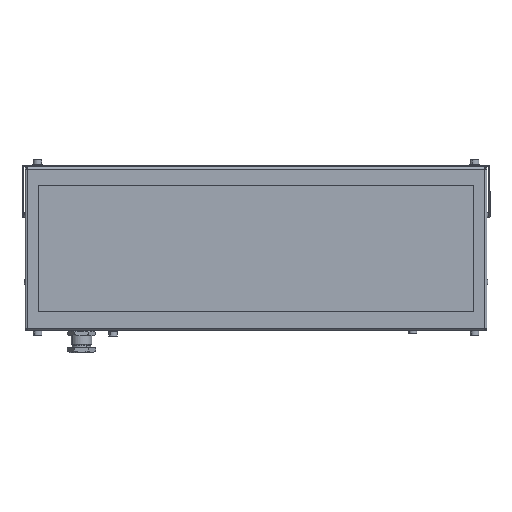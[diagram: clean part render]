
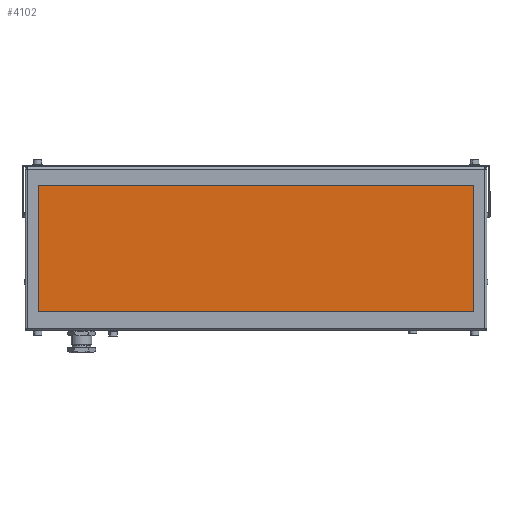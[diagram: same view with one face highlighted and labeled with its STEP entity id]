
A CAD part, top view. The second image highlights one B-rep face of the part: STEP entity #4102.
In plain terms, the highlighted planar face has unit normal (0, 0, 1).
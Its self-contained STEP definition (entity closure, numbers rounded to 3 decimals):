
#45 = CARTESIAN_POINT ( 'NONE',  ( -292.117, -30.245, 62.5 ) ) ;
#1281 = CARTESIAN_POINT ( 'NONE',  ( 142.883, 114.755, 62.5 ) ) ;
#4102 = ADVANCED_FACE ( 'NONE', ( #21457 ), #23663, .T. ) ;
#4236 = CARTESIAN_POINT ( 'NONE',  ( 142.883, -30.245, 62.5 ) ) ;
#4375 = DIRECTION ( 'NONE',  ( 1., 0., 0. ) ) ;
#5591 = AXIS2_PLACEMENT_3D ( 'NONE', #10734, #10284, #6036 ) ;
#5801 = VECTOR ( 'NONE', #11711, 1000. ) ;
#5912 = ORIENTED_EDGE ( 'NONE', *, *, #9451, .T. ) ;
#6036 = DIRECTION ( 'NONE',  ( 1., 0., 0. ) ) ;
#6646 = VERTEX_POINT ( 'NONE', #11126 ) ;
#6880 = ORIENTED_EDGE ( 'NONE', *, *, #28649, .T. ) ;
#7207 = VERTEX_POINT ( 'NONE', #17079 ) ;
#9451 = EDGE_CURVE ( 'NONE', #6646, #17226, #17863, .T. ) ;
#9799 = CARTESIAN_POINT ( 'NONE',  ( 142.883, -30.245, 62.5 ) ) ;
#10284 = DIRECTION ( 'NONE',  ( 0., 0., 1. ) ) ;
#10734 = CARTESIAN_POINT ( 'NONE',  ( -292.117, 114.755, 62.5 ) ) ;
#11126 = CARTESIAN_POINT ( 'NONE',  ( -292.117, -30.245, 62.5 ) ) ;
#11711 = DIRECTION ( 'NONE',  ( -1., 0., 0. ) ) ;
#12146 = DIRECTION ( 'NONE',  ( 0., 1., 0. ) ) ;
#13309 = EDGE_CURVE ( 'NONE', #21273, #7207, #18171, .T. ) ;
#13365 = CARTESIAN_POINT ( 'NONE',  ( 142.883, -30.245, 62.5 ) ) ;
#14061 = CARTESIAN_POINT ( 'NONE',  ( 142.883, 114.755, 62.5 ) ) ;
#14638 = LINE ( 'NONE', #9799, #18500 ) ;
#15589 = DIRECTION ( 'NONE',  ( 0., -1., 0. ) ) ;
#17079 = CARTESIAN_POINT ( 'NONE',  ( -292.117, 114.755, 62.5 ) ) ;
#17226 = VERTEX_POINT ( 'NONE', #13365 ) ;
#17589 = ORIENTED_EDGE ( 'NONE', *, *, #19068, .T. ) ;
#17863 = LINE ( 'NONE', #4236, #22265 ) ;
#18171 = LINE ( 'NONE', #14061, #5801 ) ;
#18500 = VECTOR ( 'NONE', #12146, 1000. ) ;
#19068 = EDGE_CURVE ( 'NONE', #7207, #6646, #24440, .T. ) ;
#21273 = VERTEX_POINT ( 'NONE', #1281 ) ;
#21457 = FACE_OUTER_BOUND ( 'NONE', #26162, .T. ) ;
#22265 = VECTOR ( 'NONE', #4375, 1000. ) ;
#23663 = PLANE ( 'NONE',  #5591 ) ;
#23848 = ORIENTED_EDGE ( 'NONE', *, *, #13309, .T. ) ;
#24440 = LINE ( 'NONE', #45, #24928 ) ;
#24928 = VECTOR ( 'NONE', #15589, 1000. ) ;
#26162 = EDGE_LOOP ( 'NONE', ( #17589, #5912, #6880, #23848 ) ) ;
#28649 = EDGE_CURVE ( 'NONE', #17226, #21273, #14638, .T. ) ;
